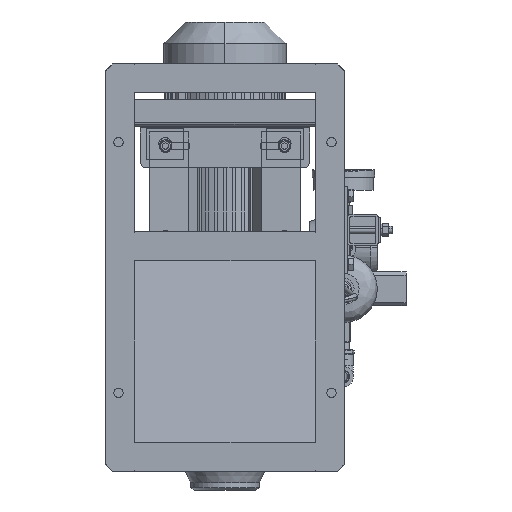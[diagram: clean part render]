
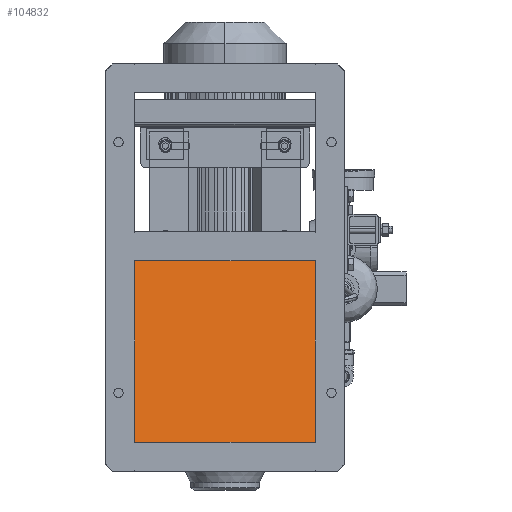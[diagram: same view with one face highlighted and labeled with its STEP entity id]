
A CAD part, front view. The second image highlights one B-rep face of the part: STEP entity #104832.
In plain terms, the highlighted planar face has unit normal (0, -0.985, 0.17).
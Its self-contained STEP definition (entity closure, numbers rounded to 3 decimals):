
#3115 = VERTEX_POINT ( 'NONE', #92556 ) ;
#5663 = DIRECTION ( 'NONE',  ( 0., -0.17, -0.985 ) ) ;
#7266 = ORIENTED_EDGE ( 'NONE', *, *, #13024, .F. ) ;
#13024 = EDGE_CURVE ( 'NONE', #84237, #3115, #17729, .T. ) ;
#13295 = EDGE_CURVE ( 'NONE', #84237, #59425, #57975, .T. ) ;
#14927 = FACE_OUTER_BOUND ( 'NONE', #70627, .T. ) ;
#17729 = LINE ( 'NONE', #84857, #34659 ) ;
#20982 = VECTOR ( 'NONE', #5663, 1000. ) ;
#26317 = EDGE_CURVE ( 'NONE', #3115, #75427, #100275, .T. ) ;
#30431 = AXIS2_PLACEMENT_3D ( 'NONE', #92534, #42864, #77107 ) ;
#31699 = CARTESIAN_POINT ( 'NONE',  ( 144., -252.985, -78.657 ) ) ;
#33299 = VECTOR ( 'NONE', #80340, 1000. ) ;
#34659 = VECTOR ( 'NONE', #59538, 1000. ) ;
#36090 = CARTESIAN_POINT ( 'NONE',  ( 144., -202.985, 211. ) ) ;
#36104 = CARTESIAN_POINT ( 'NONE',  ( -144., -252.985, -78.657 ) ) ;
#36618 = LINE ( 'NONE', #89504, #20982 ) ;
#42284 = ORIENTED_EDGE ( 'NONE', *, *, #26317, .F. ) ;
#42864 = DIRECTION ( 'NONE',  ( 0., 0.985, -0.17 ) ) ;
#57975 = LINE ( 'NONE', #63128, #33299 ) ;
#59425 = VERTEX_POINT ( 'NONE', #90931 ) ;
#59538 = DIRECTION ( 'NONE',  ( 0., -0.17, -0.985 ) ) ;
#63128 = CARTESIAN_POINT ( 'NONE',  ( 144., -202.985, 211. ) ) ;
#70627 = EDGE_LOOP ( 'NONE', ( #81048, #94133, #42284, #7266 ) ) ;
#74187 = VECTOR ( 'NONE', #98086, 1000. ) ;
#75427 = VERTEX_POINT ( 'NONE', #36104 ) ;
#75669 = PLANE ( 'NONE',  #30431 ) ;
#77107 = DIRECTION ( 'NONE',  ( 0., 0.17, 0.985 ) ) ;
#80340 = DIRECTION ( 'NONE',  ( -1., 0., 0. ) ) ;
#81048 = ORIENTED_EDGE ( 'NONE', *, *, #13295, .T. ) ;
#84237 = VERTEX_POINT ( 'NONE', #36090 ) ;
#84857 = CARTESIAN_POINT ( 'NONE',  ( 144., -252.985, -78.657 ) ) ;
#89504 = CARTESIAN_POINT ( 'NONE',  ( -144., -252.985, -78.657 ) ) ;
#90931 = CARTESIAN_POINT ( 'NONE',  ( -144., -202.985, 211. ) ) ;
#92534 = CARTESIAN_POINT ( 'NONE',  ( 144., -252.985, -78.657 ) ) ;
#92556 = CARTESIAN_POINT ( 'NONE',  ( 144., -252.985, -78.657 ) ) ;
#94133 = ORIENTED_EDGE ( 'NONE', *, *, #94179, .T. ) ;
#94179 = EDGE_CURVE ( 'NONE', #59425, #75427, #36618, .T. ) ;
#98086 = DIRECTION ( 'NONE',  ( -1., 0., 0. ) ) ;
#100275 = LINE ( 'NONE', #31699, #74187 ) ;
#104832 = ADVANCED_FACE ( 'NONE', ( #14927 ), #75669, .F. ) ;
